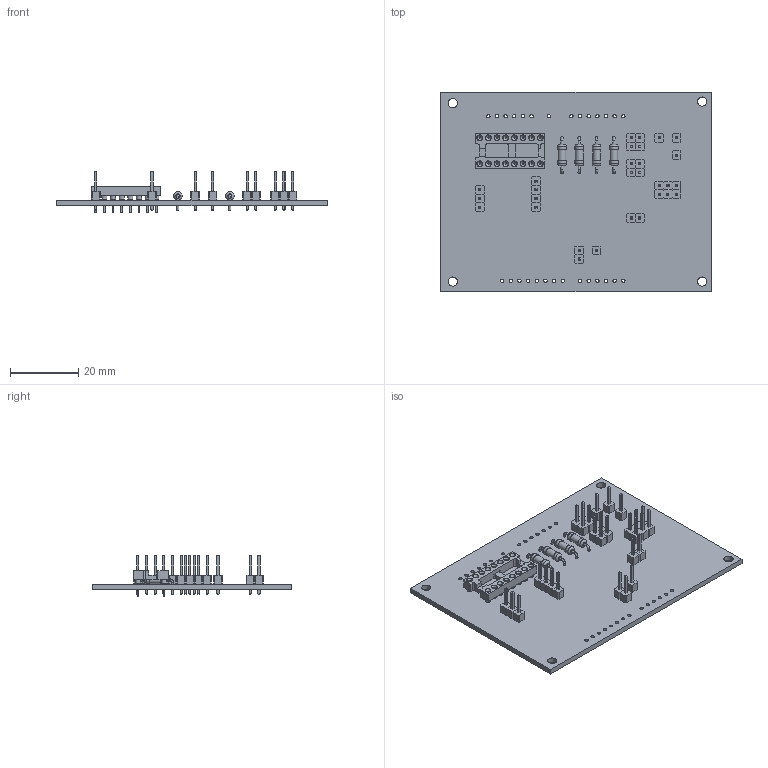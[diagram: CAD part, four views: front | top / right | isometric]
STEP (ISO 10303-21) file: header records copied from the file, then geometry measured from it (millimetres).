
FILE_DESCRIPTION(('KiCad electronic assembly'),'2;1');
FILE_NAME('221110_Schaltplan.step','2023-01-14T14:49:48',('Pcbnew'),( 'Kicad'),'Open CASCADE STEP processor 7.6','KiCad to STEP converter' ,'Unknown');
FILE_SCHEMA(('AUTOMOTIVE_DESIGN { 1 0 10303 214 1 1 1 1 }'));
Length unit declared in the file: millimetre
Products named in the file (10): 221110_Schaltplan 1; PinHeader_1x01_P2.54mm_Vertical; SOLID; R_Axial_DIN0207_L6.3mm_D2.5mm_P10.16mm_Horizontal; DIP-16_W7.62mm_Socket; PinHeader_1x03_P2.54mm_Vertical; 221110_Schaltplan PCB
Assembly tree (35 placements, depth 3):
  221110_Schaltplan 1
    PinHeader_1x01_P2.54mm_Vertical  x23
      SOLID
    R_Axial_DIN0207_L6.3mm_D2.5mm_P10.16mm_Horizontal  x4
      SOLID
    DIP-16_W7.62mm_Socket
      SOLID
    PinHeader_1x03_P2.54mm_Vertical  x2
      SOLID
    221110_Schaltplan PCB
Bounding box: 79.38 x 58.42 x 12.32 mm (x, y, z)
Volume: 8381.9 mm3; surface area: 12792.4 mm2
Topology: 31 solids, 31 shells, 1186 faces, 2625 edges, 1653 vertices
Faces by surface type: plane 933, cylinder 189, cone 48, torus 16
Full cylindrical faces by diameter (mm): 0.508 x32, 0.6 x16, 0.8 x24, 1 x57, 1.524 x16, 1.724 x16, 2.25 x4, 2.5 x8, 2.7 x4
Entity records: 28101 total; most frequent: CARTESIAN_POINT 4740, DIRECTION 4102, LINE 2098, VECTOR 2098, ORIENTED_EDGE 1912, PCURVE 1912, DEFINITIONAL_REPRESENTATION 1912, EDGE_CURVE 956
